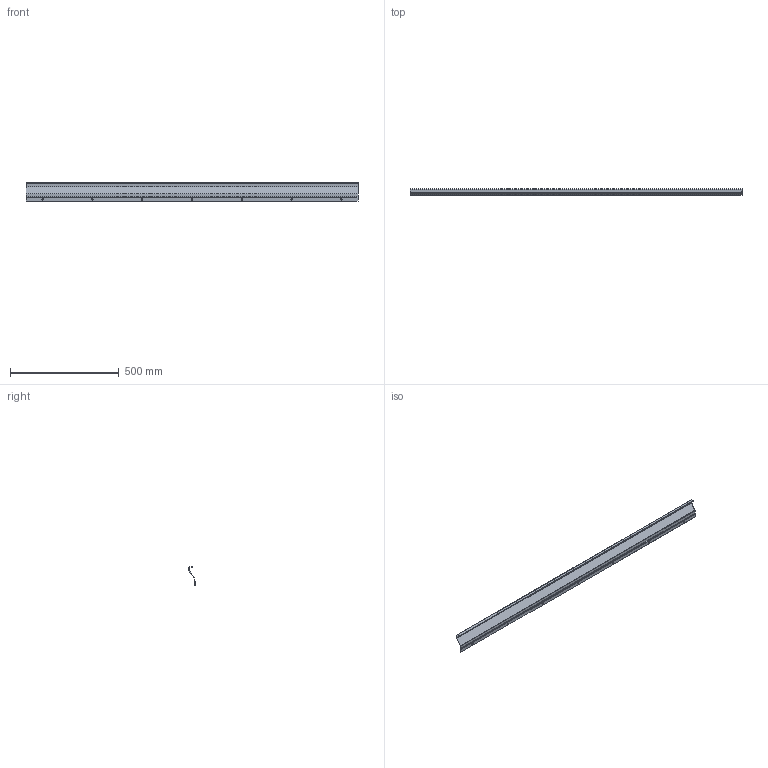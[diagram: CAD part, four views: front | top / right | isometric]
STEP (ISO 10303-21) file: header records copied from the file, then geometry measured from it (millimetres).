
FILE_DESCRIPTION(/* description */ ('DRIP SHIELD,CS'),/* implementation_level */ '2;1');
FILE_NAME(/* name */ 'DK60.stp',/* time_stamp */ '2017-08-28T13:07:31-05:00',/* author */ ('wford'),/* organization */ (''),/* preprocessor_version */ 'ST-DEVELOPER v16.1',/* originating_system */ 'Autodesk Inventor 2016',/* authorisation */ '');
FILE_SCHEMA (('AUTOMOTIVE_DESIGN { 1 0 10303 214 3 1 1 }'));
Length unit declared in the file: inch
Products named in the file (1): DK & SSDK
Bounding box: 1524 x 28.02 x 83.73 mm (x, y, z)
Volume: 297127.4 mm3; surface area: 322570 mm2
Topology: 1 solids, 1 shells, 35 faces, 99 edges, 66 vertices
Faces by surface type: cylinder 19, plane 16
Full cylindrical faces by diameter (mm): 7.144 x7
Entity records: 1170 total; most frequent: DIRECTION 202, CARTESIAN_POINT 194, ORIENTED_EDGE 184, EDGE_CURVE 92, AXIS2_PLACEMENT_3D 74, VERTEX_POINT 66, EDGE_LOOP 56, LINE 54
